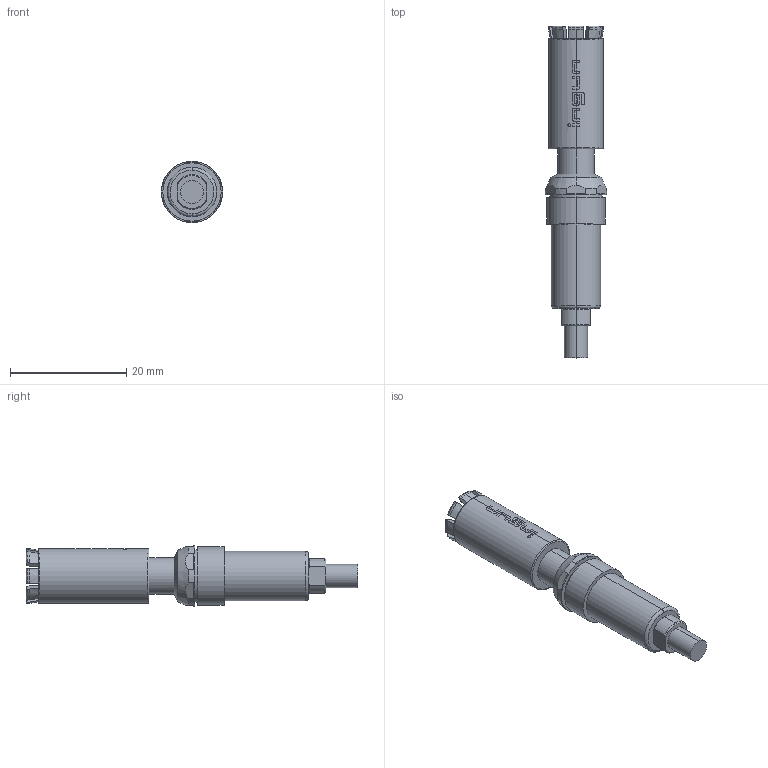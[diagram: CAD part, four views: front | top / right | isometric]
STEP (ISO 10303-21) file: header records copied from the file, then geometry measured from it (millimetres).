
FILE_DESCRIPTION (( 'STEP AP203' ), '1' );
FILE_NAME ('INGUN_HKR-612_600_130_S_xxx03_M.STEP', '2022-03-08T14:22:16', ( 'ochi' ), ( '' ), 'SwSTEP 2.0', 'SolidWorks 2018', '' );
FILE_SCHEMA (( 'CONFIG_CONTROL_DESIGN' ));
Length unit declared in the file: millimetre
Products named in the file (1): INGUN_HKR-612_600_130_S_xxx03_M
Bounding box: 10.5 x 57 x 10.5 mm (x, y, z)
Volume: 2434.5 mm3; surface area: 2839 mm2
Topology: 1 solids, 1 shells, 235 faces, 653 edges, 429 vertices
Faces by surface type: plane 96, bspline 66, cylinder 53, cone 20
Entity records: 8683 total; most frequent: CARTESIAN_POINT 3028, ORIENTED_EDGE 1306, DIRECTION 1022, EDGE_CURVE 653, VERTEX_POINT 429, AXIS2_PLACEMENT_3D 403, EDGE_LOOP 244, FACE_OUTER_BOUND 235
